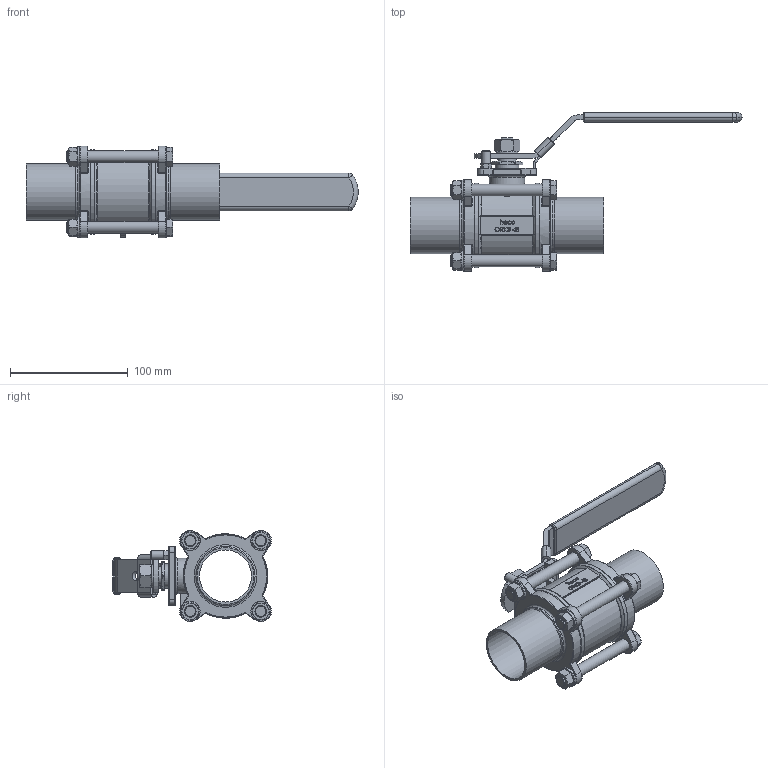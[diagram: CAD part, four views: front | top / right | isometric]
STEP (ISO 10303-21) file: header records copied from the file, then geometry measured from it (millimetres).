
FILE_DESCRIPTION (( 'STEP AP214' ), '1' );
FILE_NAME ('ORK3-48 Kugelhahn ISO heco.STEP', '2015-05-29T13:21:51', ( 'test' ), ( '' ), 'SwSTEP 2.0', 'SolidWorks 2011', '' );
FILE_SCHEMA (( 'AUTOMOTIVE_DESIGN' ));
Length unit declared in the file: millimetre
Products named in the file (1): ORK3-48 Kugelhahn ISO heco
Bounding box: 282.41 x 135.02 x 78.04 mm (x, y, z)
Volume: 312727.9 mm3; surface area: 103641.4 mm2
Topology: 1 solids, 1 shells, 1014 faces, 2486 edges, 1521 vertices
Faces by surface type: plane 354, bspline 262, cylinder 188, cone 104, torus 92, sphere 14
Full cylindrical faces by diameter (mm): 5 x4, 7.35 x1, 8 x1, 10 x8, 11 x9, 16 x1, 17 x4, 19.5 x1, 20 x1, 30 x1, 44.3 x1, 48.3 x2, 50.3 x2, 71 x2, 72 x2
Entity records: 52877 total; most frequent: CARTESIAN_POINT 20202, ORIENTED_EDGE 4740, DIRECTION 3795, EDGE_CURVE 2370, VERTEX_POINT 1493, AXIS2_PLACEMENT_3D 1385, EDGE_LOOP 1173, FACE_OUTER_BOUND 1064
